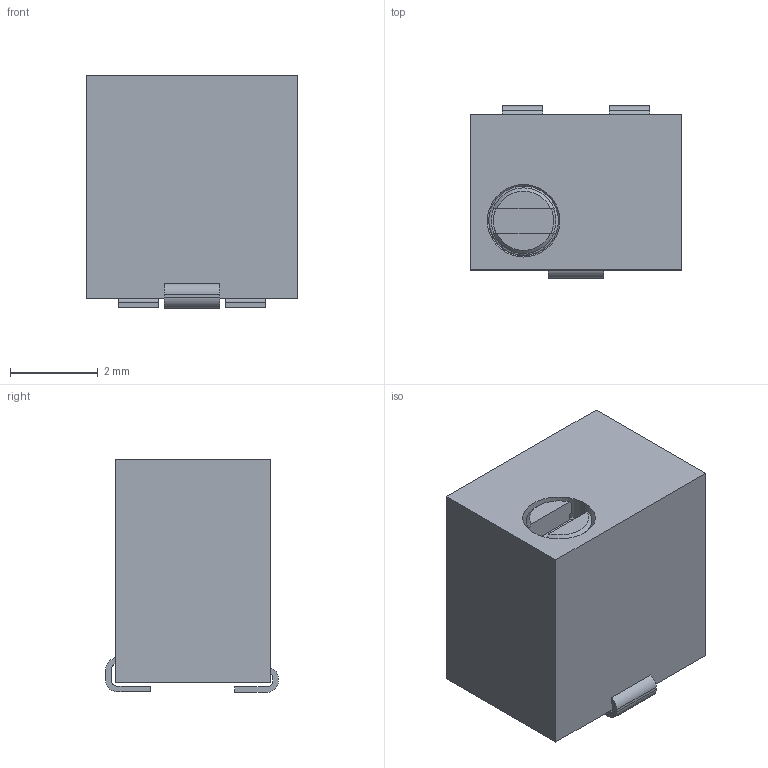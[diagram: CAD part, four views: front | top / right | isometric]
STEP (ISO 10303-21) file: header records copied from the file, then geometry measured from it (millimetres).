
FILE_DESCRIPTION (( 'STEP AP214' ), '1' );
FILE_NAME ('3224W-1-203E.STEP', '2023-10-08T10:48:25', ( '' ), ( '' ), 'SwSTEP 2.0', 'SolidWorks 2023', '' );
FILE_SCHEMA (( 'AUTOMOTIVE_DESIGN' ));
Length unit declared in the file: inch
Products named in the file (1): 3224W-1-203E
Bounding box: 4.83 x 3.93 x 5.3 mm (x, y, z)
Volume: 86.3 mm3; surface area: 140.3 mm2
Topology: 1 solids, 2 shells, 75 faces, 190 edges, 124 vertices
Faces by surface type: plane 41, cylinder 24, cone 8, bspline 2
Entity records: 3292 total; most frequent: CARTESIAN_POINT 438, DIRECTION 394, ORIENTED_EDGE 380, EDGE_CURVE 190, AXIS2_PLACEMENT_3D 136, VERTEX_POINT 124, LINE 122, VECTOR 122
